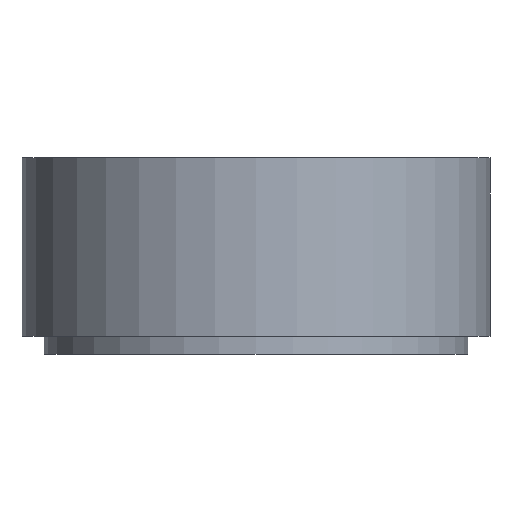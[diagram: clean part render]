
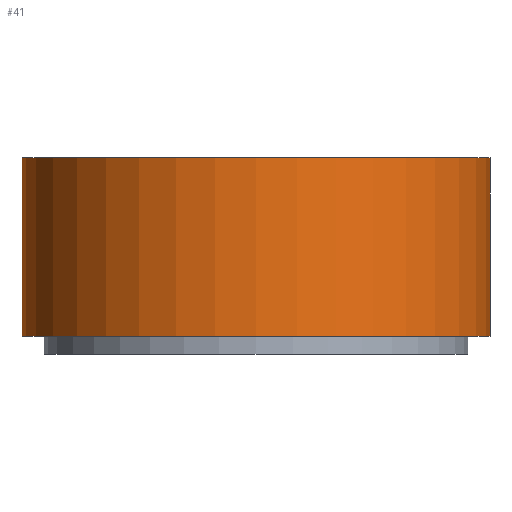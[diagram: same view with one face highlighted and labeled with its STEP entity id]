
A CAD part, front view. The second image highlights one B-rep face of the part: STEP entity #41.
In plain terms, the highlighted cylindrical face has radius 52.5 mm (diameter 105 mm), a partial arc.
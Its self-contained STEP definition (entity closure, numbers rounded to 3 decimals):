
#2 = CIRCLE ( 'NONE', #16, 52.5 ) ;
#15 = DIRECTION ( 'NONE',  ( 0., 0., -1. ) ) ;
#16 = AXIS2_PLACEMENT_3D ( 'NONE', #317, #194, #43 ) ;
#19 = EDGE_CURVE ( 'NONE', #109, #264, #171, .T. ) ;
#20 = CARTESIAN_POINT ( 'NONE',  ( 0., 0., 40. ) ) ;
#35 = VERTEX_POINT ( 'NONE', #93 ) ;
#40 = CARTESIAN_POINT ( 'NONE',  ( -52.5, 0., 40. ) ) ;
#41 = ADVANCED_FACE ( 'NONE', ( #294 ), #245, .T. ) ;
#43 = DIRECTION ( 'NONE',  ( 1., 0., 0. ) ) ;
#67 = CARTESIAN_POINT ( 'NONE',  ( 52.5, 0., 40. ) ) ;
#71 = LINE ( 'NONE', #40, #76 ) ;
#76 = VECTOR ( 'NONE', #273, 1000. ) ;
#88 = ORIENTED_EDGE ( 'NONE', *, *, #311, .F. ) ;
#93 = CARTESIAN_POINT ( 'NONE',  ( -52.5, 0., 40. ) ) ;
#98 = EDGE_CURVE ( 'NONE', #284, #264, #2, .T. ) ;
#109 = VERTEX_POINT ( 'NONE', #67 ) ;
#113 = EDGE_CURVE ( 'NONE', #35, #284, #71, .T. ) ;
#117 = DIRECTION ( 'NONE',  ( -1., 0., 0. ) ) ;
#142 = AXIS2_PLACEMENT_3D ( 'NONE', #227, #155, #255 ) ;
#143 = AXIS2_PLACEMENT_3D ( 'NONE', #20, #15, #117 ) ;
#155 = DIRECTION ( 'NONE',  ( 0., 0., 1. ) ) ;
#171 = LINE ( 'NONE', #322, #244 ) ;
#184 = CIRCLE ( 'NONE', #142, 52.5 ) ;
#185 = ORIENTED_EDGE ( 'NONE', *, *, #19, .F. ) ;
#188 = ORIENTED_EDGE ( 'NONE', *, *, #98, .T. ) ;
#194 = DIRECTION ( 'NONE',  ( 0., 0., 1. ) ) ;
#209 = CARTESIAN_POINT ( 'NONE',  ( -52.5, 0., 0. ) ) ;
#219 = DIRECTION ( 'NONE',  ( 0., 0., -1. ) ) ;
#227 = CARTESIAN_POINT ( 'NONE',  ( 0., 0., 40. ) ) ;
#230 = CARTESIAN_POINT ( 'NONE',  ( 52.5, 0., 0. ) ) ;
#244 = VECTOR ( 'NONE', #219, 1000. ) ;
#245 = CYLINDRICAL_SURFACE ( 'NONE', #143, 52.5 ) ;
#255 = DIRECTION ( 'NONE',  ( 1., 0., 0. ) ) ;
#264 = VERTEX_POINT ( 'NONE', #230 ) ;
#273 = DIRECTION ( 'NONE',  ( 0., 0., -1. ) ) ;
#284 = VERTEX_POINT ( 'NONE', #209 ) ;
#289 = EDGE_LOOP ( 'NONE', ( #185, #88, #304, #188 ) ) ;
#294 = FACE_OUTER_BOUND ( 'NONE', #289, .T. ) ;
#304 = ORIENTED_EDGE ( 'NONE', *, *, #113, .T. ) ;
#311 = EDGE_CURVE ( 'NONE', #35, #109, #184, .T. ) ;
#317 = CARTESIAN_POINT ( 'NONE',  ( 0., 0., 0. ) ) ;
#322 = CARTESIAN_POINT ( 'NONE',  ( 52.5, 0., 40. ) ) ;
